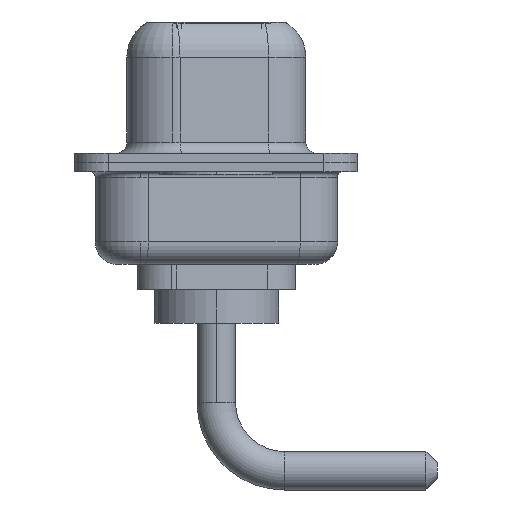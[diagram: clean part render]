
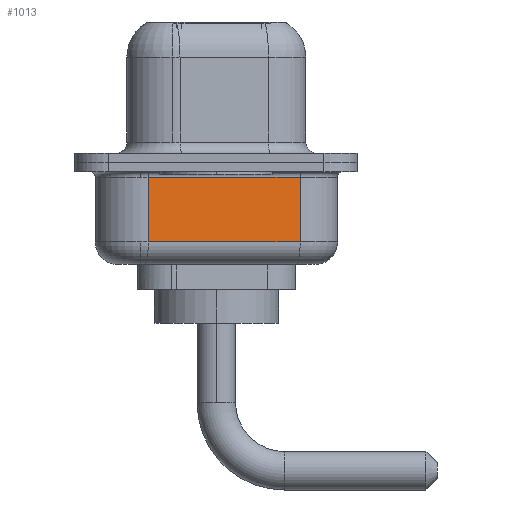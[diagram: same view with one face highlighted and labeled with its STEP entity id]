
A CAD part, left-side view. The second image highlights one B-rep face of the part: STEP entity #1013.
In plain terms, the highlighted planar face has unit normal (-0.985, -0.174, 0).
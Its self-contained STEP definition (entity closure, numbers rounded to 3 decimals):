
#223 = DIRECTION ( 'NONE',  ( -0.174, 0.985, 0. ) ) ;
#385 = CARTESIAN_POINT ( 'NONE',  ( 2.88, 3.003, -0.65 ) ) ;
#501 = DIRECTION ( 'NONE',  ( 0.985, 0.174, 0. ) ) ;
#555 = DIRECTION ( 'NONE',  ( -0.174, 0.985, 0. ) ) ;
#613 = CARTESIAN_POINT ( 'NONE',  ( 4.062, -3.697, -0.65 ) ) ;
#615 = PLANE ( 'NONE',  #7716 ) ;
#668 = LINE ( 'NONE', #6896, #1109 ) ;
#746 = VECTOR ( 'NONE', #10493, 1000. ) ;
#1013 = ADVANCED_FACE ( 'NONE', ( #8519 ), #615, .F. ) ;
#1109 = VECTOR ( 'NONE', #2580, 1000. ) ;
#1734 = VERTEX_POINT ( 'NONE', #4625 ) ;
#1964 = CARTESIAN_POINT ( 'NONE',  ( 2.88, 3.003, -0.65 ) ) ;
#2580 = DIRECTION ( 'NONE',  ( 0., 0., 1. ) ) ;
#2723 = ORIENTED_EDGE ( 'NONE', *, *, #9527, .T. ) ;
#3054 = DIRECTION ( 'NONE',  ( 0.174, -0.985, 0. ) ) ;
#3298 = CARTESIAN_POINT ( 'NONE',  ( 2.88, 3.003, -4.5 ) ) ;
#3802 = EDGE_CURVE ( 'NONE', #10902, #5221, #10440, .T. ) ;
#3928 = EDGE_CURVE ( 'NONE', #1734, #5109, #668, .T. ) ;
#4145 = ORIENTED_EDGE ( 'NONE', *, *, #3802, .F. ) ;
#4625 = CARTESIAN_POINT ( 'NONE',  ( 4.062, -3.697, -3.5 ) ) ;
#5109 = VERTEX_POINT ( 'NONE', #613 ) ;
#5221 = VERTEX_POINT ( 'NONE', #385 ) ;
#5583 = CARTESIAN_POINT ( 'NONE',  ( 2.88, 3.003, -3.5 ) ) ;
#5727 = CARTESIAN_POINT ( 'NONE',  ( 2.88, 3.003, -3.5 ) ) ;
#6569 = VECTOR ( 'NONE', #3054, 1000. ) ;
#6896 = CARTESIAN_POINT ( 'NONE',  ( 4.062, -3.697, -4.5 ) ) ;
#7716 = AXIS2_PLACEMENT_3D ( 'NONE', #3298, #501, #555 ) ;
#8275 = ORIENTED_EDGE ( 'NONE', *, *, #10133, .T. ) ;
#8316 = EDGE_LOOP ( 'NONE', ( #4145, #8275, #10850, #2723 ) ) ;
#8519 = FACE_OUTER_BOUND ( 'NONE', #8316, .T. ) ;
#9527 = EDGE_CURVE ( 'NONE', #5109, #5221, #10053, .T. ) ;
#9895 = VECTOR ( 'NONE', #223, 1000. ) ;
#10053 = LINE ( 'NONE', #1964, #9895 ) ;
#10133 = EDGE_CURVE ( 'NONE', #10902, #1734, #11196, .T. ) ;
#10440 = LINE ( 'NONE', #11194, #746 ) ;
#10493 = DIRECTION ( 'NONE',  ( 0., 0., 1. ) ) ;
#10850 = ORIENTED_EDGE ( 'NONE', *, *, #3928, .T. ) ;
#10902 = VERTEX_POINT ( 'NONE', #5583 ) ;
#11194 = CARTESIAN_POINT ( 'NONE',  ( 2.88, 3.003, -4.5 ) ) ;
#11196 = LINE ( 'NONE', #5727, #6569 ) ;
